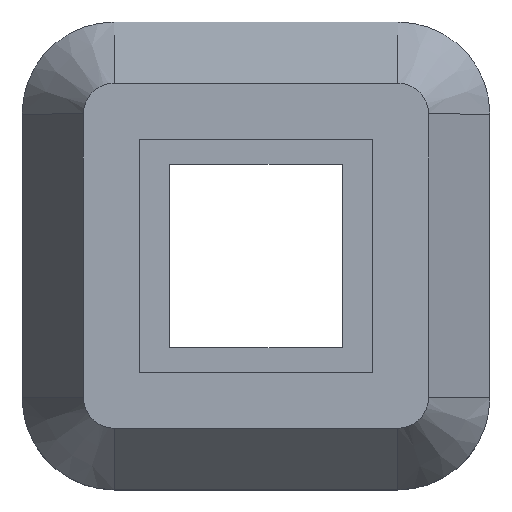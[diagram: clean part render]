
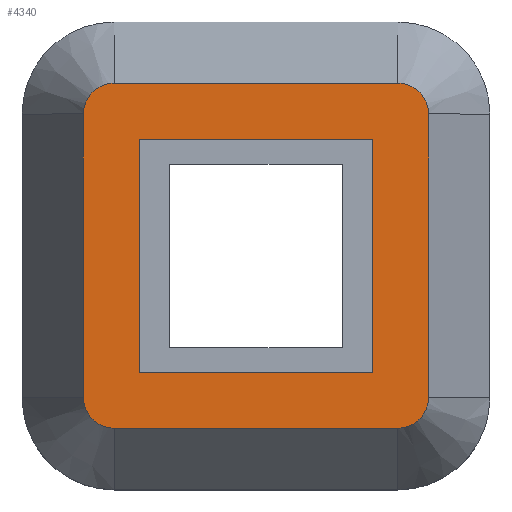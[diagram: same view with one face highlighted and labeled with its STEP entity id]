
A CAD part, top view. The second image highlights one B-rep face of the part: STEP entity #4340.
In plain terms, the highlighted planar face has unit normal (0, 0, 1).
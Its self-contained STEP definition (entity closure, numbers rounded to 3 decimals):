
#15=FACE_BOUND('',#627,.T.);
#130=PLANE('',#4746);
#373=FACE_OUTER_BOUND('',#626,.T.);
#626=EDGE_LOOP('',(#3754,#3755,#3756,#3757,#3758,#3759,#3760,#3761));
#627=EDGE_LOOP('',(#3762,#3763,#3764,#3765));
#839=CIRCLE('',#4728,10.);
#841=CIRCLE('',#4731,10.);
#843=CIRCLE('',#4736,10.);
#845=CIRCLE('',#4739,10.);
#1227=LINE('',#14510,#1557);
#1232=LINE('',#14528,#1562);
#1236=LINE('',#14536,#1566);
#1240=LINE('',#14551,#1570);
#1247=LINE('',#14565,#1577);
#1248=LINE('',#14567,#1578);
#1249=LINE('',#14569,#1579);
#1250=LINE('',#14570,#1580);
#1557=VECTOR('',#5723,40.);
#1562=VECTOR('',#5742,40.);
#1566=VECTOR('',#5748,40.);
#1570=VECTOR('',#5766,40.);
#1577=VECTOR('',#5783,40.);
#1578=VECTOR('',#5784,40.);
#1579=VECTOR('',#5785,40.);
#1580=VECTOR('',#5786,40.);
#1997=VERTEX_POINT('',#14507);
#1998=VERTEX_POINT('',#14509);
#2000=VERTEX_POINT('',#14515);
#2003=VERTEX_POINT('',#14522);
#2004=VERTEX_POINT('',#14527);
#2007=VERTEX_POINT('',#14534);
#2008=VERTEX_POINT('',#14539);
#2011=VERTEX_POINT('',#14546);
#2012=VERTEX_POINT('',#14563);
#2013=VERTEX_POINT('',#14564);
#2014=VERTEX_POINT('',#14566);
#2015=VERTEX_POINT('',#14568);
#2596=EDGE_CURVE('',#1997,#1998,#1227,.T.);
#2599=EDGE_CURVE('',#1998,#2000,#839,.T.);
#2603=EDGE_CURVE('',#2003,#1997,#841,.T.);
#2605=EDGE_CURVE('',#2000,#2004,#1232,.T.);
#2609=EDGE_CURVE('',#2007,#2003,#1236,.T.);
#2611=EDGE_CURVE('',#2004,#2008,#843,.T.);
#2615=EDGE_CURVE('',#2011,#2007,#845,.T.);
#2617=EDGE_CURVE('',#2008,#2011,#1240,.T.);
#2624=EDGE_CURVE('',#2012,#2013,#1247,.T.);
#2625=EDGE_CURVE('',#2013,#2014,#1248,.T.);
#2626=EDGE_CURVE('',#2014,#2015,#1249,.T.);
#2627=EDGE_CURVE('',#2015,#2012,#1250,.T.);
#3754=ORIENTED_EDGE('',*,*,#2596,.F.);
#3755=ORIENTED_EDGE('',*,*,#2603,.F.);
#3756=ORIENTED_EDGE('',*,*,#2609,.F.);
#3757=ORIENTED_EDGE('',*,*,#2615,.F.);
#3758=ORIENTED_EDGE('',*,*,#2617,.F.);
#3759=ORIENTED_EDGE('',*,*,#2611,.F.);
#3760=ORIENTED_EDGE('',*,*,#2605,.F.);
#3761=ORIENTED_EDGE('',*,*,#2599,.F.);
#3762=ORIENTED_EDGE('',*,*,#2624,.T.);
#3763=ORIENTED_EDGE('',*,*,#2625,.T.);
#3764=ORIENTED_EDGE('',*,*,#2626,.T.);
#3765=ORIENTED_EDGE('',*,*,#2627,.T.);
#4340=ADVANCED_FACE('',(#373,#15),#130,.T.);
#4728=AXIS2_PLACEMENT_3D('',#14516,#5728,#5729);
#4731=AXIS2_PLACEMENT_3D('',#14524,#5736,#5737);
#4736=AXIS2_PLACEMENT_3D('',#14540,#5752,#5753);
#4739=AXIS2_PLACEMENT_3D('',#14548,#5760,#5761);
#4746=AXIS2_PLACEMENT_3D('',#14562,#5781,#5782);
#5723=DIRECTION('',(-1.,0.,0.));
#5728=DIRECTION('center_axis',(0.,0.,-1.));
#5729=DIRECTION('ref_axis',(-0.707,-0.707,0.));
#5736=DIRECTION('center_axis',(0.,0.,-1.));
#5737=DIRECTION('ref_axis',(0.707,-0.707,0.));
#5742=DIRECTION('',(0.,1.,0.));
#5748=DIRECTION('',(0.,-1.,0.));
#5752=DIRECTION('center_axis',(0.,0.,-1.));
#5753=DIRECTION('ref_axis',(-0.707,0.707,0.));
#5760=DIRECTION('center_axis',(0.,0.,-1.));
#5761=DIRECTION('ref_axis',(0.707,0.707,0.));
#5766=DIRECTION('',(1.,0.,0.));
#5781=DIRECTION('center_axis',(0.,0.,1.));
#5782=DIRECTION('ref_axis',(-1.,0.,0.));
#5783=DIRECTION('',(0.,1.,0.));
#5784=DIRECTION('',(1.,0.,0.));
#5785=DIRECTION('',(0.,-1.,0.));
#5786=DIRECTION('',(-1.,0.,0.));
#14507=CARTESIAN_POINT('',(25.089,-33.775,27.7));
#14509=CARTESIAN_POINT('',(-67.311,-33.775,27.7));
#14510=CARTESIAN_POINT('',(16.989,-33.775,27.7));
#14515=CARTESIAN_POINT('',(-77.311,-23.775,27.7));
#14516=CARTESIAN_POINT('Origin',(-67.311,-23.775,27.7));
#14522=CARTESIAN_POINT('',(35.089,-23.775,27.7));
#14524=CARTESIAN_POINT('Origin',(25.089,-23.775,27.7));
#14527=CARTESIAN_POINT('',(-77.311,68.625,27.7));
#14528=CARTESIAN_POINT('',(-77.311,-15.675,27.7));
#14534=CARTESIAN_POINT('',(35.089,68.625,27.7));
#14536=CARTESIAN_POINT('',(35.089,60.525,27.7));
#14539=CARTESIAN_POINT('',(-67.311,78.625,27.7));
#14540=CARTESIAN_POINT('Origin',(-67.311,68.625,27.7));
#14546=CARTESIAN_POINT('',(25.089,78.625,27.7));
#14548=CARTESIAN_POINT('Origin',(25.089,68.625,27.7));
#14551=CARTESIAN_POINT('',(-59.211,78.625,27.7));
#14562=CARTESIAN_POINT('Origin',(-21.111,22.425,27.7));
#14563=CARTESIAN_POINT('',(-59.111,-15.575,27.7));
#14564=CARTESIAN_POINT('',(-59.111,60.425,27.7));
#14565=CARTESIAN_POINT('',(-59.111,60.425,27.7));
#14566=CARTESIAN_POINT('',(16.889,60.425,27.7));
#14567=CARTESIAN_POINT('',(16.889,60.425,27.7));
#14568=CARTESIAN_POINT('',(16.889,-15.575,27.7));
#14569=CARTESIAN_POINT('',(16.889,-15.575,27.7));
#14570=CARTESIAN_POINT('',(-59.111,-15.575,27.7));
